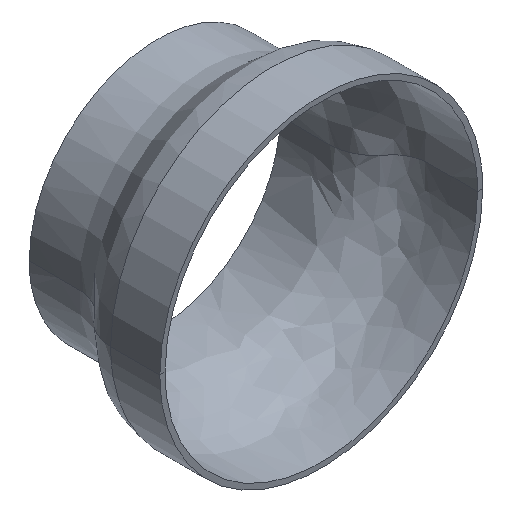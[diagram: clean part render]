
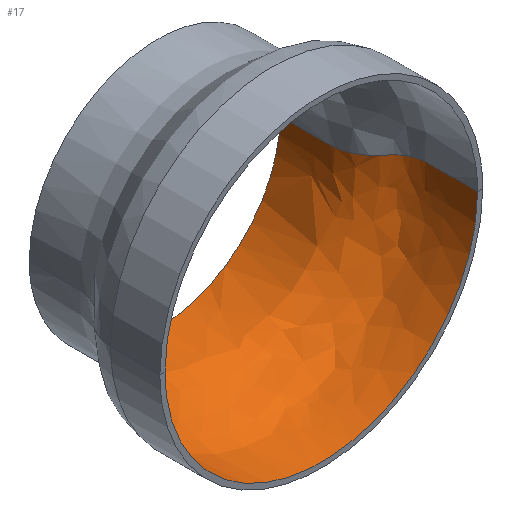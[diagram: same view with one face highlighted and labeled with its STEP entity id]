
A CAD part, isometric view. The second image highlights one B-rep face of the part: STEP entity #17.
In plain terms, the highlighted free-form (B-spline) face has degree [2, 2] with [5, 9] control points.
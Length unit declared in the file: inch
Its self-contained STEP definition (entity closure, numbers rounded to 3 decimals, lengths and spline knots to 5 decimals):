
#17=ADVANCED_FACE('',(#27),#139,.T.);
#27=FACE_OUTER_BOUND('',#37,.T.);
#37=EDGE_LOOP('',(#56,#57,#58,#59));
#56=ORIENTED_EDGE('',*,*,#101,.T.);
#57=ORIENTED_EDGE('',*,*,#92,.F.);
#58=ORIENTED_EDGE('',*,*,#88,.F.);
#59=ORIENTED_EDGE('',*,*,#91,.T.);
#88=EDGE_CURVE('',#127,#126,#108,.T.);
#91=EDGE_CURVE('',#127,#132,#111,.T.);
#92=EDGE_CURVE('',#126,#133,#112,.T.);
#101=EDGE_CURVE('',#132,#133,#121,.T.);
#108=(
BOUNDED_CURVE()
B_SPLINE_CURVE(2,(#447,#448,#449,#450,#451,#452,#453,#454,#455),
 .UNSPECIFIED.,.F.,.F.)
B_SPLINE_CURVE_WITH_KNOTS((3,2,2,2,3),(2.82274,3.57274,
4.15537,4.738,5.488),.UNSPECIFIED.)
CURVE()
GEOMETRIC_REPRESENTATION_ITEM()
RATIONAL_B_SPLINE_CURVE((1.,1.,1.,0.891,1.,0.891,
1.,1.,1.))
REPRESENTATION_ITEM('')
);
#111=(
BOUNDED_CURVE()
B_SPLINE_CURVE(2,(#464,#465,#466,#467,#468),.UNSPECIFIED.,.F.,.F.)
B_SPLINE_CURVE_WITH_KNOTS((3,2,3),(0.,3.86416,7.72832),
 .UNSPECIFIED.)
CURVE()
GEOMETRIC_REPRESENTATION_ITEM()
RATIONAL_B_SPLINE_CURVE((1.,0.707,1.,0.707,1.))
REPRESENTATION_ITEM('')
);
#112=(
BOUNDED_CURVE()
B_SPLINE_CURVE(2,(#469,#470,#471,#472,#473),.UNSPECIFIED.,.F.,.F.)
B_SPLINE_CURVE_WITH_KNOTS((3,2,3),(0.,3.86416,7.72832),
 .UNSPECIFIED.)
CURVE()
GEOMETRIC_REPRESENTATION_ITEM()
RATIONAL_B_SPLINE_CURVE((1.,0.707,1.,0.707,1.))
REPRESENTATION_ITEM('')
);
#121=(
BOUNDED_CURVE()
B_SPLINE_CURVE(2,(#512,#513,#514,#515,#516,#517,#518,#519,#520),
 .UNSPECIFIED.,.F.,.F.)
B_SPLINE_CURVE_WITH_KNOTS((3,2,2,2,3),(2.82274,3.57274,
4.15537,4.738,5.488),.UNSPECIFIED.)
CURVE()
GEOMETRIC_REPRESENTATION_ITEM()
RATIONAL_B_SPLINE_CURVE((1.,1.,1.,0.891,1.,0.891,
1.,1.,1.))
REPRESENTATION_ITEM('')
);
#126=VERTEX_POINT('',#421);
#127=VERTEX_POINT('',#422);
#132=VERTEX_POINT('',#427);
#133=VERTEX_POINT('',#428);
#139=(
BOUNDED_SURFACE()
B_SPLINE_SURFACE(2,2,((#290,#291,#292,#293,#294,#295,#296,#297,#298),(#299,
#300,#301,#302,#303,#304,#305,#306,#307),(#308,#309,#310,#311,#312,#313,
#314,#315,#316),(#317,#318,#319,#320,#321,#322,#323,#324,#325),(#326,#327,
#328,#329,#330,#331,#332,#333,#334)),.UNSPECIFIED.,.F.,.F.,.F.)
B_SPLINE_SURFACE_WITH_KNOTS((3,2,3),(3,2,2,2,3),(0.,3.86416,7.72832),
(2.82274,3.57274,4.15537,4.738,5.488),
 .UNSPECIFIED.)
GEOMETRIC_REPRESENTATION_ITEM()
RATIONAL_B_SPLINE_SURFACE(((1.,1.,1.,0.891,1.,0.891,
1.,1.,1.),(0.707,0.707,0.707,0.63,
0.707,0.63,0.707,0.707,
0.707),(1.,1.,1.,0.891,1.,0.891,1.,
1.,1.),(0.707,0.707,0.707,0.63,
0.707,0.63,0.707,0.707,
0.707),(1.,1.,1.,0.891,1.,0.891,1.,
1.,1.)))
REPRESENTATION_ITEM('')
SURFACE()
);
#290=CARTESIAN_POINT('',(61.87126,2.5,0.));
#291=CARTESIAN_POINT('',(61.87126,2.125,0.));
#292=CARTESIAN_POINT('',(61.87126,1.75,0.));
#293=CARTESIAN_POINT('',(61.87126,1.39482,0.));
#294=CARTESIAN_POINT('',(62.15877,1.18626,0.));
#295=CARTESIAN_POINT('',(62.38126,1.02487,0.));
#296=CARTESIAN_POINT('',(62.38126,0.75,0.));
#297=CARTESIAN_POINT('',(62.38126,0.375,0.));
#298=CARTESIAN_POINT('',(62.38126,0.,0.));
#299=CARTESIAN_POINT('',(61.87126,2.5,-1.87126));
#300=CARTESIAN_POINT('',(61.87126,2.125,-1.87126));
#301=CARTESIAN_POINT('',(61.87126,1.75,-1.87126));
#302=CARTESIAN_POINT('',(61.87126,1.39482,-1.87126));
#303=CARTESIAN_POINT('',(62.15877,1.18626,-2.15877));
#304=CARTESIAN_POINT('',(62.38126,1.02487,-2.38126));
#305=CARTESIAN_POINT('',(62.38126,0.75,-2.38126));
#306=CARTESIAN_POINT('',(62.38126,0.375,-2.38126));
#307=CARTESIAN_POINT('',(62.38126,0.,-2.38126));
#308=CARTESIAN_POINT('',(60.,2.5,-1.87126));
#309=CARTESIAN_POINT('',(60.,2.125,-1.87126));
#310=CARTESIAN_POINT('',(60.,1.75,-1.87126));
#311=CARTESIAN_POINT('',(60.,1.39482,-1.87126));
#312=CARTESIAN_POINT('',(60.,1.18626,-2.15877));
#313=CARTESIAN_POINT('',(60.,1.02487,-2.38126));
#314=CARTESIAN_POINT('',(60.,0.75,-2.38126));
#315=CARTESIAN_POINT('',(60.,0.375,-2.38126));
#316=CARTESIAN_POINT('',(60.,0.,-2.38126));
#317=CARTESIAN_POINT('',(58.12874,2.5,-1.87126));
#318=CARTESIAN_POINT('',(58.12874,2.125,-1.87126));
#319=CARTESIAN_POINT('',(58.12874,1.75,-1.87126));
#320=CARTESIAN_POINT('',(58.12874,1.39482,-1.87126));
#321=CARTESIAN_POINT('',(57.84123,1.18626,-2.15877));
#322=CARTESIAN_POINT('',(57.61874,1.02487,-2.38126));
#323=CARTESIAN_POINT('',(57.61874,0.75,-2.38126));
#324=CARTESIAN_POINT('',(57.61874,0.375,-2.38126));
#325=CARTESIAN_POINT('',(57.61874,0.,-2.38126));
#326=CARTESIAN_POINT('',(58.12874,2.5,0.));
#327=CARTESIAN_POINT('',(58.12874,2.125,0.));
#328=CARTESIAN_POINT('',(58.12874,1.75,0.));
#329=CARTESIAN_POINT('',(58.12874,1.39482,0.));
#330=CARTESIAN_POINT('',(57.84123,1.18626,0.));
#331=CARTESIAN_POINT('',(57.61874,1.02487,0.));
#332=CARTESIAN_POINT('',(57.61874,0.75,0.));
#333=CARTESIAN_POINT('',(57.61874,0.375,0.));
#334=CARTESIAN_POINT('',(57.61874,0.,0.));
#421=CARTESIAN_POINT('',(62.38126,0.,0.));
#422=CARTESIAN_POINT('',(61.87126,2.5,0.));
#427=CARTESIAN_POINT('',(58.12874,2.5,0.));
#428=CARTESIAN_POINT('',(57.61874,0.,0.));
#447=CARTESIAN_POINT('',(61.87126,2.5,0.));
#448=CARTESIAN_POINT('',(61.87126,2.125,0.));
#449=CARTESIAN_POINT('',(61.87126,1.75,0.));
#450=CARTESIAN_POINT('',(61.87126,1.39482,0.));
#451=CARTESIAN_POINT('',(62.15877,1.18626,0.));
#452=CARTESIAN_POINT('',(62.38126,1.02487,0.));
#453=CARTESIAN_POINT('',(62.38126,0.75,0.));
#454=CARTESIAN_POINT('',(62.38126,0.375,0.));
#455=CARTESIAN_POINT('',(62.38126,0.,0.));
#464=CARTESIAN_POINT('',(61.87126,2.5,0.));
#465=CARTESIAN_POINT('',(61.87126,2.5,-1.87126));
#466=CARTESIAN_POINT('',(60.,2.5,-1.87126));
#467=CARTESIAN_POINT('',(58.12874,2.5,-1.87126));
#468=CARTESIAN_POINT('',(58.12874,2.5,0.));
#469=CARTESIAN_POINT('',(62.38126,0.,0.));
#470=CARTESIAN_POINT('',(62.38126,0.,-2.38126));
#471=CARTESIAN_POINT('',(60.,0.,-2.38126));
#472=CARTESIAN_POINT('',(57.61874,0.,-2.38126));
#473=CARTESIAN_POINT('',(57.61874,0.,0.));
#512=CARTESIAN_POINT('',(58.12874,2.5,0.));
#513=CARTESIAN_POINT('',(58.12874,2.125,0.));
#514=CARTESIAN_POINT('',(58.12874,1.75,0.));
#515=CARTESIAN_POINT('',(58.12874,1.39482,0.));
#516=CARTESIAN_POINT('',(57.84123,1.18626,0.));
#517=CARTESIAN_POINT('',(57.61874,1.02487,0.));
#518=CARTESIAN_POINT('',(57.61874,0.75,0.));
#519=CARTESIAN_POINT('',(57.61874,0.375,0.));
#520=CARTESIAN_POINT('',(57.61874,0.,0.));
